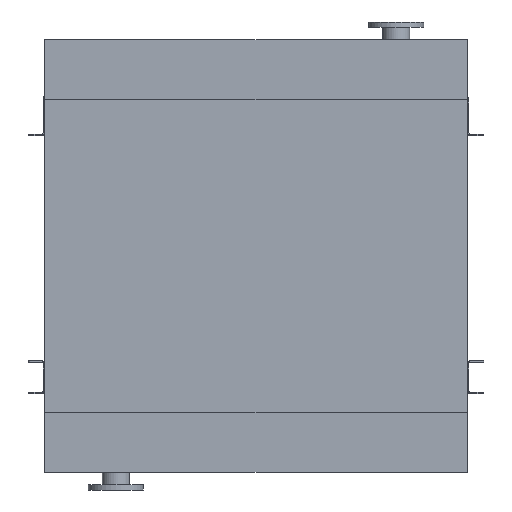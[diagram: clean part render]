
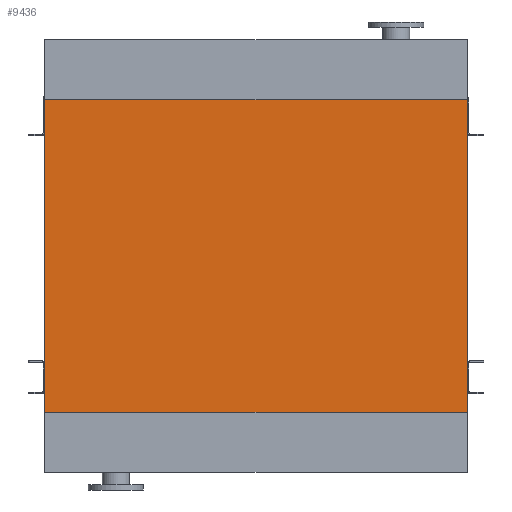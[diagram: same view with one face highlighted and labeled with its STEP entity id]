
A CAD part, front view. The second image highlights one B-rep face of the part: STEP entity #9436.
In plain terms, the highlighted planar face has unit normal (0, -1, 0).
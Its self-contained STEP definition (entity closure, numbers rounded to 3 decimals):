
#79 = AXIS2_PLACEMENT_3D ( 'NONE', #10437, #4407, #4334 ) ;
#359 = FACE_OUTER_BOUND ( 'NONE', #12897, .T. ) ;
#840 = VECTOR ( 'NONE', #3524, 1000. ) ;
#3260 = CARTESIAN_POINT ( 'NONE',  ( -845., 0., 0. ) ) ;
#3322 = VERTEX_POINT ( 'NONE', #7559 ) ;
#3524 = DIRECTION ( 'NONE',  ( 1., 0., 0. ) ) ;
#3781 = LINE ( 'NONE', #12765, #840 ) ;
#4196 = ORIENTED_EDGE ( 'NONE', *, *, #4751, .T. ) ;
#4334 = DIRECTION ( 'NONE',  ( 0., 0., -1. ) ) ;
#4407 = DIRECTION ( 'NONE',  ( 0., -1., 0. ) ) ;
#4751 = EDGE_CURVE ( 'NONE', #10840, #3322, #11476, .T. ) ;
#5029 = VERTEX_POINT ( 'NONE', #8778 ) ;
#6034 = VECTOR ( 'NONE', #8413, 1000. ) ;
#6380 = CARTESIAN_POINT ( 'NONE',  ( 845., 0., -1250. ) ) ;
#6882 = EDGE_CURVE ( 'NONE', #5029, #10840, #3781, .T. ) ;
#7412 = ORIENTED_EDGE ( 'NONE', *, *, #10923, .F. ) ;
#7467 = DIRECTION ( 'NONE',  ( 0., 0., 1. ) ) ;
#7559 = CARTESIAN_POINT ( 'NONE',  ( 845., 0., 0. ) ) ;
#8122 = ORIENTED_EDGE ( 'NONE', *, *, #9545, .F. ) ;
#8413 = DIRECTION ( 'NONE',  ( 1., 0., 0. ) ) ;
#8778 = CARTESIAN_POINT ( 'NONE',  ( -845., 0., -1250. ) ) ;
#8830 = DIRECTION ( 'NONE',  ( 0., 0., 1. ) ) ;
#9129 = VERTEX_POINT ( 'NONE', #9712 ) ;
#9436 = ADVANCED_FACE ( 'NONE', ( #359 ), #12435, .T. ) ;
#9541 = VECTOR ( 'NONE', #7467, 1000. ) ;
#9545 = EDGE_CURVE ( 'NONE', #5029, #9129, #11824, .T. ) ;
#9712 = CARTESIAN_POINT ( 'NONE',  ( -845., 0., 0. ) ) ;
#10437 = CARTESIAN_POINT ( 'NONE',  ( -845., 0., -1250. ) ) ;
#10840 = VERTEX_POINT ( 'NONE', #12290 ) ;
#10923 = EDGE_CURVE ( 'NONE', #9129, #3322, #11547, .T. ) ;
#11157 = VECTOR ( 'NONE', #8830, 1000. ) ;
#11476 = LINE ( 'NONE', #6380, #9541 ) ;
#11547 = LINE ( 'NONE', #3260, #6034 ) ;
#11824 = LINE ( 'NONE', #12907, #11157 ) ;
#12290 = CARTESIAN_POINT ( 'NONE',  ( 845., 0., -1250. ) ) ;
#12435 = PLANE ( 'NONE',  #79 ) ;
#12618 = ORIENTED_EDGE ( 'NONE', *, *, #6882, .T. ) ;
#12765 = CARTESIAN_POINT ( 'NONE',  ( -845., 0., -1250. ) ) ;
#12897 = EDGE_LOOP ( 'NONE', ( #7412, #8122, #12618, #4196 ) ) ;
#12907 = CARTESIAN_POINT ( 'NONE',  ( -845., 0., -1250. ) ) ;
